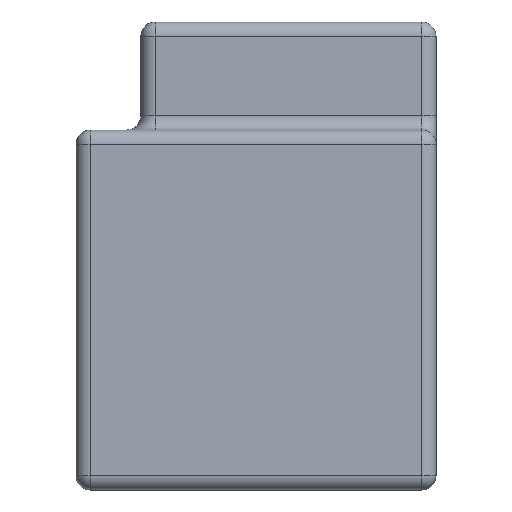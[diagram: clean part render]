
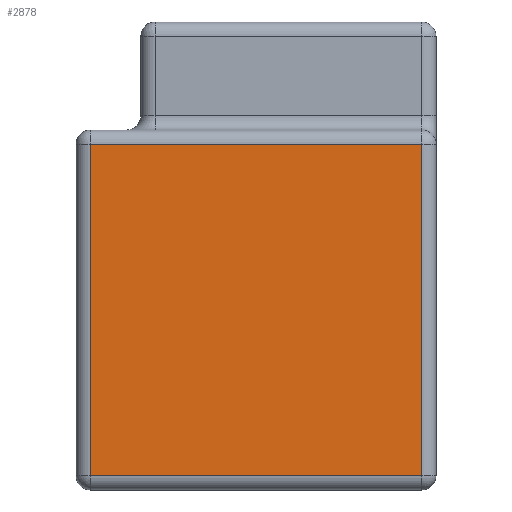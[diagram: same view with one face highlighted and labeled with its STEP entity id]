
A CAD part, front view. The second image highlights one B-rep face of the part: STEP entity #2878.
In plain terms, the highlighted planar face has unit normal (0, -1, 0).
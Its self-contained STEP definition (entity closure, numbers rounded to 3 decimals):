
#131=PLANE('',#3101);
#217=LINE('',#4276,#465);
#221=LINE('',#4285,#469);
#226=LINE('',#4292,#474);
#228=LINE('',#4295,#476);
#465=VECTOR('',#3428,10.);
#469=VECTOR('',#3438,10.);
#474=VECTOR('',#3447,10.);
#476=VECTOR('',#3451,10.);
#774=FACE_OUTER_BOUND('',#952,.T.);
#952=EDGE_LOOP('',(#2098,#2099,#2100,#2101));
#1251=VERTEX_POINT('',#4245);
#1253=VERTEX_POINT('',#4250);
#1257=VERTEX_POINT('',#4262);
#1260=VERTEX_POINT('',#4269);
#1545=EDGE_CURVE('',#1260,#1253,#217,.T.);
#1550=EDGE_CURVE('',#1257,#1260,#221,.T.);
#1555=EDGE_CURVE('',#1251,#1257,#226,.T.);
#1557=EDGE_CURVE('',#1253,#1251,#228,.T.);
#2098=ORIENTED_EDGE('',*,*,#1545,.F.);
#2099=ORIENTED_EDGE('',*,*,#1550,.F.);
#2100=ORIENTED_EDGE('',*,*,#1555,.F.);
#2101=ORIENTED_EDGE('',*,*,#1557,.F.);
#2878=ADVANCED_FACE('',(#774),#131,.T.);
#3101=AXIS2_PLACEMENT_3D('',#4393,#3531,#3532);
#3428=DIRECTION('',(-1.,0.,0.));
#3438=DIRECTION('',(0.,0.,-1.));
#3447=DIRECTION('',(1.,0.,0.));
#3451=DIRECTION('',(0.,0.,1.));
#3531=DIRECTION('center_axis',(0.,-1.,0.));
#3532=DIRECTION('ref_axis',(1.,0.,0.));
#4245=CARTESIAN_POINT('',(2.,0.,48.));
#4250=CARTESIAN_POINT('',(2.,0.,2.));
#4262=CARTESIAN_POINT('',(48.,0.,48.));
#4269=CARTESIAN_POINT('',(48.,0.,2.));
#4276=CARTESIAN_POINT('',(12.5,0.,2.));
#4285=CARTESIAN_POINT('',(48.,0.,25.));
#4292=CARTESIAN_POINT('',(12.5,0.,48.));
#4295=CARTESIAN_POINT('',(2.,0.,0.));
#4393=CARTESIAN_POINT('Origin',(0.,0.,0.));
